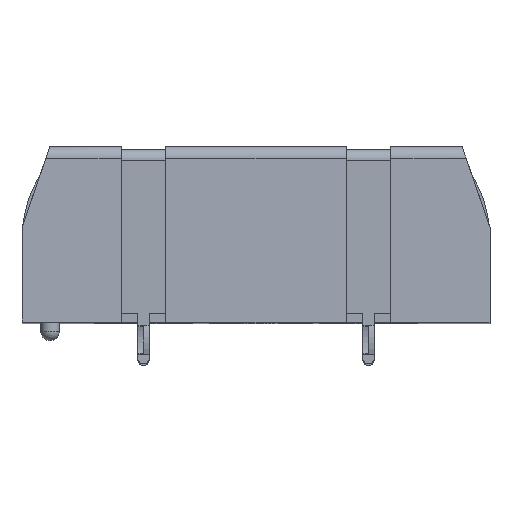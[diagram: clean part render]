
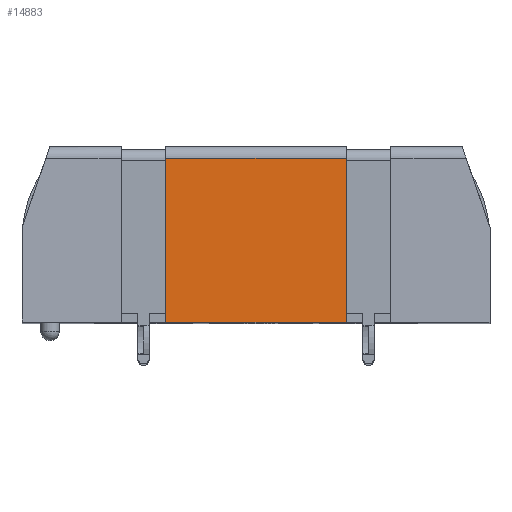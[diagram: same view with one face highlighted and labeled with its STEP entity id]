
A CAD part, top view. The second image highlights one B-rep face of the part: STEP entity #14883.
In plain terms, the highlighted planar face has unit normal (0, 0.018, 1).
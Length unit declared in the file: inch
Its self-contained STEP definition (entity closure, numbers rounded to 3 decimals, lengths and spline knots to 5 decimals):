
#143 = CARTESIAN_POINT ( 'NONE',  ( 0.075, -0.066, 1.518 ) ) ;
#659 = VECTOR ( 'NONE', #14495, 39.37008 ) ;
#1374 = CARTESIAN_POINT ( 'NONE',  ( 0.075, 0., 1.51685 ) ) ;
#1845 = VECTOR ( 'NONE', #36925, 39.37008 ) ;
#4063 = VERTEX_POINT ( 'NONE', #1374 ) ;
#4522 = CARTESIAN_POINT ( 'NONE',  ( 0.678, 0., 1.51685 ) ) ;
#5892 = CARTESIAN_POINT ( 'NONE',  ( 0.678, -0.066, 1.518 ) ) ;
#6479 = LINE ( 'NONE', #143, #659 ) ;
#7670 = LINE ( 'NONE', #27305, #22094 ) ;
#8782 = VERTEX_POINT ( 'NONE', #4522 ) ;
#9550 = EDGE_LOOP ( 'NONE', ( #26902, #16631, #29374, #15313 ) ) ;
#10617 = CARTESIAN_POINT ( 'NONE',  ( -0.31319, -0.066, 1.518 ) ) ;
#10714 = VECTOR ( 'NONE', #24560, 39.37008 ) ;
#11835 = EDGE_CURVE ( 'NONE', #8782, #4063, #7670, .T. ) ;
#12628 = EDGE_CURVE ( 'NONE', #21723, #8782, #31498, .T. ) ;
#12931 = EDGE_CURVE ( 'NONE', #4063, #19669, #6479, .T. ) ;
#13227 = CARTESIAN_POINT ( 'NONE',  ( 0.075, 0.5477, 1.50729 ) ) ;
#14495 = DIRECTION ( 'NONE',  ( 0., 1., -0.017 ) ) ;
#14883 = ADVANCED_FACE ( 'NONE', ( #18834 ), #27624, .T. ) ;
#15313 = ORIENTED_EDGE ( 'NONE', *, *, #11835, .F. ) ;
#16631 = ORIENTED_EDGE ( 'NONE', *, *, #23841, .T. ) ;
#18399 = LINE ( 'NONE', #30368, #10714 ) ;
#18834 = FACE_OUTER_BOUND ( 'NONE', #9550, .T. ) ;
#19200 = DIRECTION ( 'NONE',  ( 1., 0., 0. ) ) ;
#19669 = VERTEX_POINT ( 'NONE', #13227 ) ;
#20870 = AXIS2_PLACEMENT_3D ( 'NONE', #10617, #27262, #19200 ) ;
#21723 = VERTEX_POINT ( 'NONE', #26043 ) ;
#22094 = VECTOR ( 'NONE', #24312, 39.37008 ) ;
#23841 = EDGE_CURVE ( 'NONE', #21723, #19669, #18399, .T. ) ;
#24312 = DIRECTION ( 'NONE',  ( -1., 0., 0. ) ) ;
#24560 = DIRECTION ( 'NONE',  ( -1., 0., 0. ) ) ;
#26043 = CARTESIAN_POINT ( 'NONE',  ( 0.678, 0.5477, 1.50729 ) ) ;
#26902 = ORIENTED_EDGE ( 'NONE', *, *, #12628, .F. ) ;
#27262 = DIRECTION ( 'NONE',  ( 0., 0.017, 1. ) ) ;
#27305 = CARTESIAN_POINT ( 'NONE',  ( -0.31319, 0., 1.51685 ) ) ;
#27624 = PLANE ( 'NONE',  #20870 ) ;
#29374 = ORIENTED_EDGE ( 'NONE', *, *, #12931, .F. ) ;
#30368 = CARTESIAN_POINT ( 'NONE',  ( 0.075, 0.5477, 1.50729 ) ) ;
#31498 = LINE ( 'NONE', #5892, #1845 ) ;
#36925 = DIRECTION ( 'NONE',  ( 0., -1., 0.017 ) ) ;
